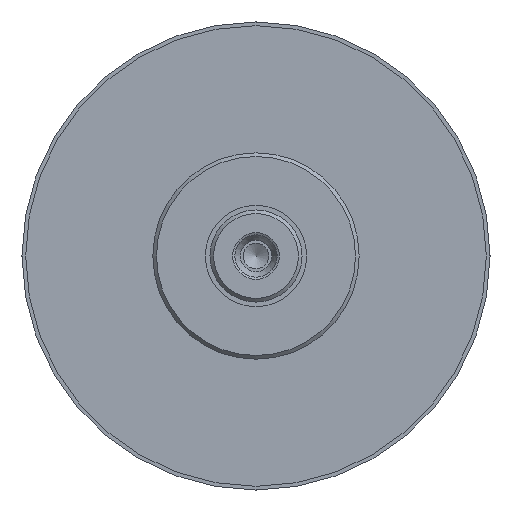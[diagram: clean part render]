
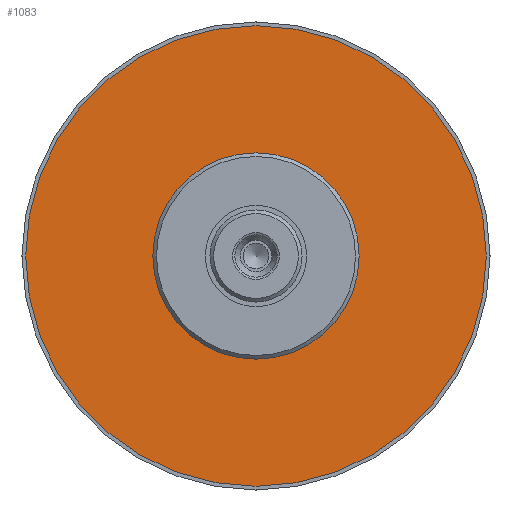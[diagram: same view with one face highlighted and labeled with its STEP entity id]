
A CAD part, front view. The second image highlights one B-rep face of the part: STEP entity #1083.
In plain terms, the highlighted planar face has unit normal (0, -1, 0).
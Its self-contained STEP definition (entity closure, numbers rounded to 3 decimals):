
#839=CARTESIAN_POINT('',(0.0,-510.0,56.));
#840=VERTEX_POINT('',#839);
#841=CARTESIAN_POINT('',(0.0,-510.0,0.));
#842=DIRECTION('',(0.0,1.0,0.0));
#843=DIRECTION('',(0.0,0.0,1.0));
#844=AXIS2_PLACEMENT_3D('',#841,#842,#843);
#845=CIRCLE('',#844,56.);
#846=EDGE_CURVE('',#840,#840,#845,.T.);
#1064=CARTESIAN_POINT('',(0.0,-510.0,90.5));
#1065=DIRECTION('',(0.0,-1.0,0.0));
#1066=DIRECTION('',(0.0,0.0,-1.0));
#1067=AXIS2_PLACEMENT_3D('',#1064,#1065,#1066);
#1068=PLANE('',#1067);
#1069=CARTESIAN_POINT('',(0.0,-510.0,125.));
#1070=VERTEX_POINT('',#1069);
#1071=CARTESIAN_POINT('',(0.0,-510.0,0.));
#1072=DIRECTION('',(0.0,1.0,0.0));
#1073=DIRECTION('',(0.0,0.0,1.0));
#1074=AXIS2_PLACEMENT_3D('',#1071,#1072,#1073);
#1075=CIRCLE('',#1074,125.);
#1076=EDGE_CURVE('',#1070,#1070,#1075,.T.);
#1077=ORIENTED_EDGE('',*,*,#1076,.F.);
#1078=EDGE_LOOP('',(#1077));
#1079=FACE_OUTER_BOUND('',#1078,.T.);
#1080=ORIENTED_EDGE('',*,*,#846,.T.);
#1081=EDGE_LOOP('',(#1080));
#1082=FACE_BOUND('',#1081,.T.);
#1083=ADVANCED_FACE('',(#1079,#1082),#1068,.T.);
